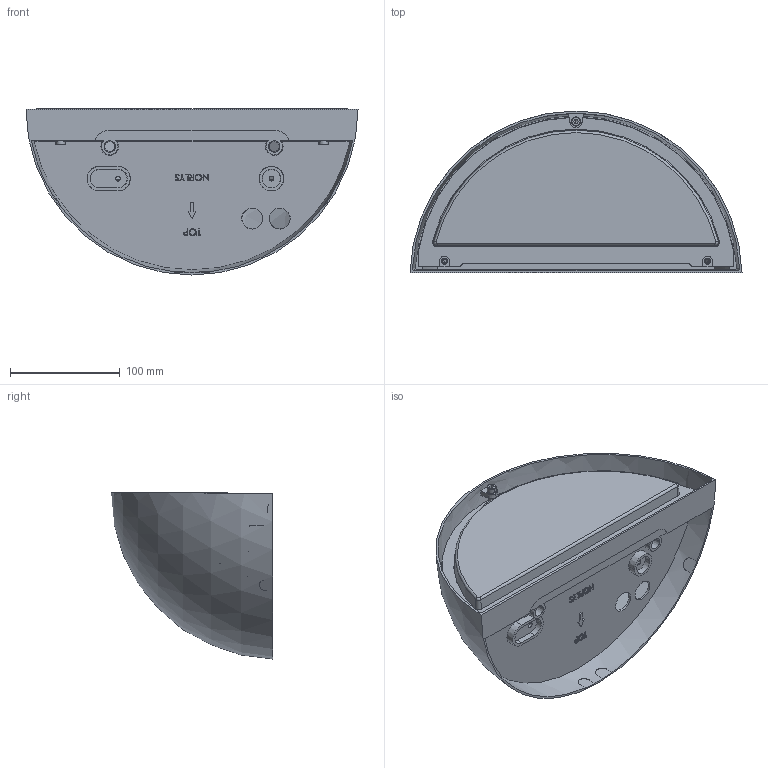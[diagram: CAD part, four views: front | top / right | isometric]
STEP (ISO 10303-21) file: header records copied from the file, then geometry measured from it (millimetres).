
FILE_DESCRIPTION (( 'STEP AP203' ), '1' );
FILE_NAME ('HALDEN.STEP', '2024-02-02T08:01:16', ( '' ), ( '' ), 'SwSTEP 2.0', 'SolidWorks 2022', '' );
FILE_SCHEMA (( 'CONFIG_CONTROL_DESIGN' ));
Length unit declared in the file: millimetre
Products named in the file (5): HALDEN_ODLEW_rs_W4; KLOSZ_VASA_rs; GNIAZ_M5x_M5x16; HALDEN; PIERŚCIEŃ_VASA_rs
Assembly tree (4 placements, depth 2):
  HALDEN
    HALDEN_ODLEW_rs_W4
    KLOSZ_VASA_rs
    PIERŚCIEŃ_VASA_rs
    GNIAZ_M5x_M5x16
Bounding box: 302.89 x 147.5 x 151.45 mm (x, y, z)
Volume: 514109.1 mm3; surface area: 327901 mm2
Topology: 4 solids, 5 shells, 363 faces, 944 edges, 612 vertices
Faces by surface type: plane 178, cone 79, bspline 56, cylinder 21, torus 20, sphere 9
Entity records: 17940 total; most frequent: CARTESIAN_POINT 8993, ORIENTED_EDGE 1876, DIRECTION 1561, EDGE_CURVE 938, VERTEX_POINT 610, AXIS2_PLACEMENT_3D 549, LINE 463, VECTOR 463
